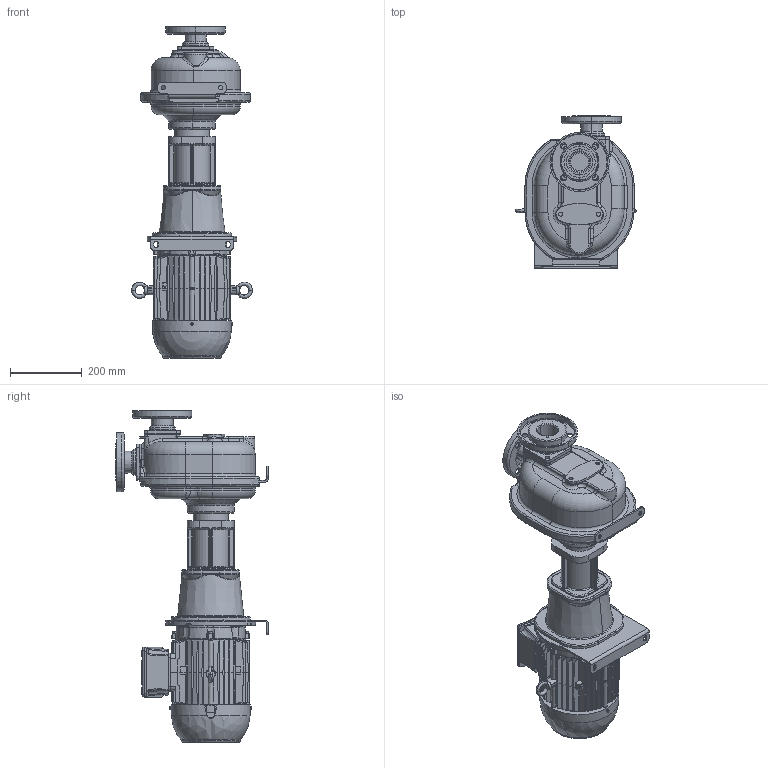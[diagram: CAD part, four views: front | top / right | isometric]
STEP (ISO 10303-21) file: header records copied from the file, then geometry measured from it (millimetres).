
FILE_DESCRIPTION((''),'2;1');
FILE_NAME('S_61_K_BBT_F','2018-02-14T11:54:57',('Nicola'),(''),'CREO PARAMETRIC BY PTC INC, 2017110','CREO PARAMETRIC BY PTC INC, 2017110','');
FILE_SCHEMA(('CONFIG_CONTROL_DESIGN'));
Products named in the file (1): S_61_K_BBT_F
Bounding box: 335.97 x 424 x 923.6 mm (x, y, z)
Volume: 29844311.6 mm3; surface area: 1313090.1 mm2
Topology: 1 solids, 3 shells, 2577 faces, 6431 edges, 4097 vertices
Faces by surface type: plane 1720, cylinder 395, torus 170, cone 167, bspline 112, sphere 11, extrusion 2
Entity records: 98716 total; most frequent: CARTESIAN_POINT 38155, ORIENTED_EDGE 12862, DIRECTION 11887, EDGE_CURVE 6431, VECTOR 4103, LINE 4101, VERTEX_POINT 4097, AXIS2_PLACEMENT_3D 3892
